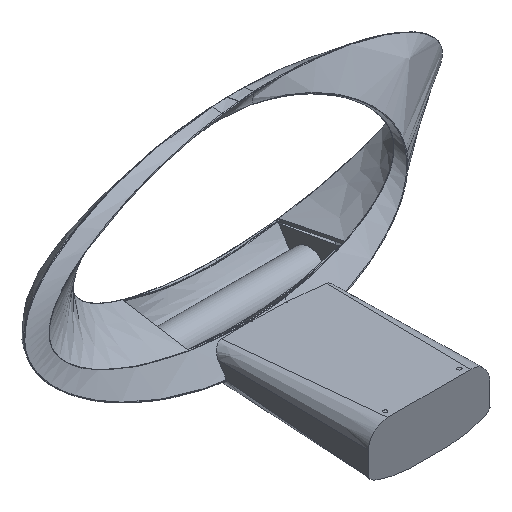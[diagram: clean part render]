
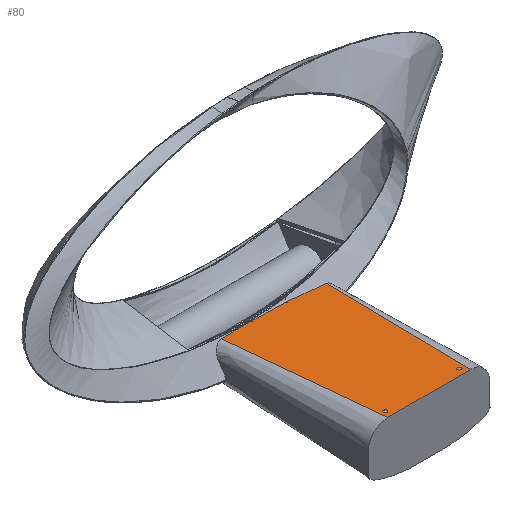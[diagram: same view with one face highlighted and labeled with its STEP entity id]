
A CAD part, isometric view. The second image highlights one B-rep face of the part: STEP entity #80.
In plain terms, the highlighted free-form (B-spline) face has degree [3, 3] with [4, 4] control points.
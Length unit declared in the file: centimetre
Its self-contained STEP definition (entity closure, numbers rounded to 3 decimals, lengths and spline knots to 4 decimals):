
#25=FACE_BOUND('',#256,.T.);
#26=FACE_BOUND('',#257,.T.);
#80=ADVANCED_FACE('',(#167,#25,#26),#2950,.T.);
#167=FACE_OUTER_BOUND('',#255,.T.);
#255=EDGE_LOOP('',(#430,#431,#432,#433,#434,#435));
#256=EDGE_LOOP('',(#436,#437));
#257=EDGE_LOOP('',(#438,#439));
#430=ORIENTED_EDGE('',*,*,#1399,.T.);
#431=ORIENTED_EDGE('',*,*,#1398,.F.);
#432=ORIENTED_EDGE('',*,*,#1369,.T.);
#433=ORIENTED_EDGE('',*,*,#1400,.T.);
#434=ORIENTED_EDGE('',*,*,#1372,.T.);
#435=ORIENTED_EDGE('',*,*,#1401,.T.);
#436=ORIENTED_EDGE('',*,*,#1403,.T.);
#437=ORIENTED_EDGE('',*,*,#1402,.T.);
#438=ORIENTED_EDGE('',*,*,#1405,.T.);
#439=ORIENTED_EDGE('',*,*,#1404,.T.);
#1369=EDGE_CURVE('',#2196,#2197,#3054,.T.);
#1372=EDGE_CURVE('',#2186,#2199,#3057,.T.);
#1398=EDGE_CURVE('',#2196,#2184,#3079,.T.);
#1399=EDGE_CURVE('',#2185,#2184,#3080,.T.);
#1400=EDGE_CURVE('',#2197,#2186,#3081,.T.);
#1401=EDGE_CURVE('',#2199,#2185,#3082,.T.);
#1402=EDGE_CURVE('',#2193,#2213,#3083,.T.);
#1403=EDGE_CURVE('',#2213,#2193,#3084,.T.);
#1404=EDGE_CURVE('',#2194,#2214,#3085,.T.);
#1405=EDGE_CURVE('',#2214,#2194,#3086,.T.);
#2184=VERTEX_POINT('',#4652);
#2185=VERTEX_POINT('',#4653);
#2186=VERTEX_POINT('',#4654);
#2193=VERTEX_POINT('',#4661);
#2194=VERTEX_POINT('',#4662);
#2196=VERTEX_POINT('',#4664);
#2197=VERTEX_POINT('',#4665);
#2199=VERTEX_POINT('',#4667);
#2213=VERTEX_POINT('',#4681);
#2214=VERTEX_POINT('',#4682);
#2950=B_SPLINE_SURFACE_WITH_KNOTS('',3,3,((#4635,#4636,#4637,#4638),(#4639,
#4640,#4641,#4642),(#4643,#4644,#4645,#4646),(#4647,#4648,#4649,#4650)),
.UNSPECIFIED.,.F.,.F.,.F.,(4,4),(4,4),(0.,144.6097),(0.,94.6698),
.UNSPECIFIED.);
#3054=B_SPLINE_CURVE_WITH_KNOTS('',3,(#3936,#3937,#3938,#3939),.UNSPECIFIED.,
.F.,.F.,(4,4),(0.,1.),.UNSPECIFIED.);
#3057=B_SPLINE_CURVE_WITH_KNOTS('',3,(#3948,#3949,#3950,#3951),.UNSPECIFIED.,
.F.,.F.,(4,4),(0.,1.),.UNSPECIFIED.);
#3079=B_SPLINE_CURVE_WITH_KNOTS('',3,(#4075,#4076,#4077,#4078),.UNSPECIFIED.,
.F.,.F.,(4,4),(-1.,0.),.UNSPECIFIED.);
#3080=B_SPLINE_CURVE_WITH_KNOTS('',3,(#4079,#4080,#4081,#4082),.UNSPECIFIED.,
.F.,.F.,(4,4),(-1.,0.),.UNSPECIFIED.);
#3081=B_SPLINE_CURVE_WITH_KNOTS('',3,(#4083,#4084,#4085,#4086),.UNSPECIFIED.,
.F.,.F.,(4,4),(0.,1.),.UNSPECIFIED.);
#3082=B_SPLINE_CURVE_WITH_KNOTS('',3,(#4087,#4088,#4089,#4090),.UNSPECIFIED.,
.F.,.F.,(4,4),(0.,1.),.UNSPECIFIED.);
#3083=B_SPLINE_CURVE_WITH_KNOTS('',3,(#4091,#4092,#4093,#4094,#4095,#4096),
.UNSPECIFIED.,.F.,.F.,(4,2,4),(0.,0.2507,0.5),.UNSPECIFIED.);
#3084=B_SPLINE_CURVE_WITH_KNOTS('',3,(#4097,#4098,#4099,#4100,#4101,#4102),
.UNSPECIFIED.,.F.,.F.,(4,2,4),(0.5,0.7507,1.),.UNSPECIFIED.);
#3085=B_SPLINE_CURVE_WITH_KNOTS('',3,(#4103,#4104,#4105,#4106,#4107,#4108),
.UNSPECIFIED.,.F.,.F.,(4,2,4),(-0.5,-0.2507,0.),.UNSPECIFIED.);
#3086=B_SPLINE_CURVE_WITH_KNOTS('',3,(#4109,#4110,#4111,#4112,#4113,#4114),
.UNSPECIFIED.,.F.,.F.,(4,2,4),(-1.,-0.7507,-0.5),.UNSPECIFIED.);
#3936=CARTESIAN_POINT('',(-4.2558,14.2135,4.1814));
#3937=CARTESIAN_POINT('',(-4.0669,9.4762,4.4381));
#3938=CARTESIAN_POINT('',(-3.8782,4.7381,4.6953));
#3939=CARTESIAN_POINT('',(-3.69,-0.0006,4.9529));
#3948=CARTESIAN_POINT('',(3.6854,-0.0006,4.9531));
#3949=CARTESIAN_POINT('',(4.0181,4.6061,4.6991));
#3950=CARTESIAN_POINT('',(4.3502,9.2114,4.4447));
#3951=CARTESIAN_POINT('',(4.6815,13.8151,4.1897));
#4075=CARTESIAN_POINT('',(-4.2558,14.2135,4.1814));
#4076=CARTESIAN_POINT('',(-3.3315,14.2468,4.1782));
#4077=CARTESIAN_POINT('',(-2.4206,14.2658,4.1757));
#4078=CARTESIAN_POINT('',(-1.5003,14.2648,4.1744));
#4079=CARTESIAN_POINT('',(1.5,14.1761,4.1746));
#4080=CARTESIAN_POINT('',(0.4999,14.239,4.1727));
#4081=CARTESIAN_POINT('',(-0.4992,14.2636,4.1729));
#4082=CARTESIAN_POINT('',(-1.5003,14.2648,4.1744));
#4083=CARTESIAN_POINT('',(-3.69,-0.0006,4.9529));
#4084=CARTESIAN_POINT('',(-1.2315,-0.0006,4.9529));
#4085=CARTESIAN_POINT('',(1.2269,-0.0006,4.953));
#4086=CARTESIAN_POINT('',(3.6854,-0.0006,4.9531));
#4087=CARTESIAN_POINT('',(4.6815,13.8151,4.1897));
#4088=CARTESIAN_POINT('',(3.6238,14.0014,4.181));
#4089=CARTESIAN_POINT('',(2.5658,14.1092,4.1767));
#4090=CARTESIAN_POINT('',(1.5,14.1761,4.1746));
#4091=CARTESIAN_POINT('',(-3.4708,0.5996,4.9202));
#4092=CARTESIAN_POINT('',(-3.4708,0.6938,4.9151));
#4093=CARTESIAN_POINT('',(-3.3938,0.77,4.911));
#4094=CARTESIAN_POINT('',(-3.2066,0.7691,4.911));
#4095=CARTESIAN_POINT('',(-3.1308,0.6933,4.9151));
#4096=CARTESIAN_POINT('',(-3.1308,0.5997,4.9202));
#4097=CARTESIAN_POINT('',(-3.1308,0.5997,4.9202));
#4098=CARTESIAN_POINT('',(-3.1308,0.5056,4.9253));
#4099=CARTESIAN_POINT('',(-3.2076,0.4291,4.9295));
#4100=CARTESIAN_POINT('',(-3.3951,0.43,4.9295));
#4101=CARTESIAN_POINT('',(-3.4708,0.506,4.9253));
#4102=CARTESIAN_POINT('',(-3.4708,0.5996,4.9202));
#4103=CARTESIAN_POINT('',(3.4708,0.5994,4.92));
#4104=CARTESIAN_POINT('',(3.4708,0.506,4.9251));
#4105=CARTESIAN_POINT('',(3.395,0.43,4.9293));
#4106=CARTESIAN_POINT('',(3.2077,0.4292,4.9294));
#4107=CARTESIAN_POINT('',(3.1308,0.5055,4.9252));
#4108=CARTESIAN_POINT('',(3.1308,0.5996,4.92));
#4109=CARTESIAN_POINT('',(3.1308,0.5996,4.92));
#4110=CARTESIAN_POINT('',(3.1308,0.6932,4.9148));
#4111=CARTESIAN_POINT('',(3.2065,0.7691,4.9106));
#4112=CARTESIAN_POINT('',(3.3939,0.77,4.9106));
#4113=CARTESIAN_POINT('',(3.4708,0.6936,4.9148));
#4114=CARTESIAN_POINT('',(3.4708,0.5994,4.92));
#4635=CARTESIAN_POINT('',(4.9492,-0.0862,4.9578));
#4636=CARTESIAN_POINT('',(1.7935,-0.0862,4.9577));
#4637=CARTESIAN_POINT('',(-1.3621,-0.0862,4.9576));
#4638=CARTESIAN_POINT('',(-4.5178,-0.0862,4.9575));
#4639=CARTESIAN_POINT('',(4.8751,4.7262,4.6919));
#4640=CARTESIAN_POINT('',(1.7675,4.7262,4.6934));
#4641=CARTESIAN_POINT('',(-1.3401,4.7262,4.6948));
#4642=CARTESIAN_POINT('',(-4.4476,4.7262,4.6963));
#4643=CARTESIAN_POINT('',(4.801,9.5386,4.4259));
#4644=CARTESIAN_POINT('',(1.7415,9.5386,4.429));
#4645=CARTESIAN_POINT('',(-1.318,9.5386,4.4321));
#4646=CARTESIAN_POINT('',(-4.3775,9.5386,4.4352));
#4647=CARTESIAN_POINT('',(4.727,14.351,4.16));
#4648=CARTESIAN_POINT('',(1.7155,14.351,4.1647));
#4649=CARTESIAN_POINT('',(-1.2959,14.351,4.1693));
#4650=CARTESIAN_POINT('',(-4.3074,14.3511,4.174));
#4652=CARTESIAN_POINT('',(-1.5003,14.2648,4.1744));
#4653=CARTESIAN_POINT('',(1.5,14.1761,4.1746));
#4654=CARTESIAN_POINT('',(3.6854,-0.0006,4.9531));
#4661=CARTESIAN_POINT('',(-3.4708,0.5996,4.9202));
#4662=CARTESIAN_POINT('',(3.4708,0.5994,4.92));
#4664=CARTESIAN_POINT('',(-4.2558,14.2135,4.1814));
#4665=CARTESIAN_POINT('',(-3.69,-0.0006,4.9529));
#4667=CARTESIAN_POINT('',(4.6815,13.8151,4.1897));
#4681=CARTESIAN_POINT('',(-3.1308,0.5997,4.9202));
#4682=CARTESIAN_POINT('',(3.1308,0.5996,4.92));
